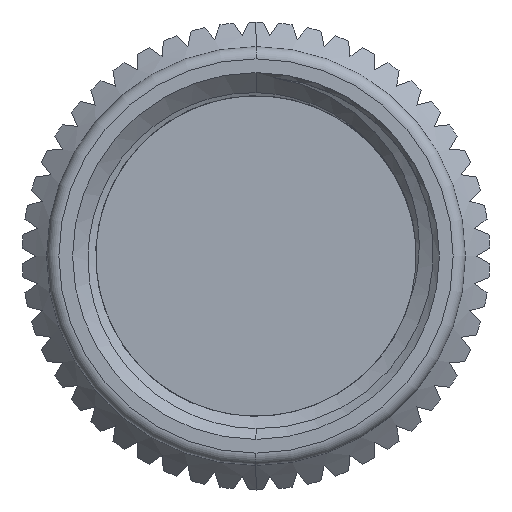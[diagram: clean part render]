
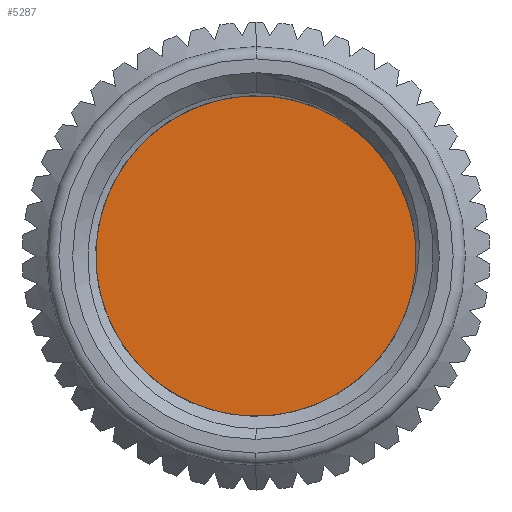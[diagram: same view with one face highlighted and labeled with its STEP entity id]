
A CAD part, left-side view. The second image highlights one B-rep face of the part: STEP entity #5287.
In plain terms, the highlighted planar face has unit normal (-1, 0, 0).
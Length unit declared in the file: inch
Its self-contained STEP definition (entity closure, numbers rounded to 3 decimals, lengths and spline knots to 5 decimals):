
#26 = CARTESIAN_POINT ( 'NONE',  ( 0.22, -0.093, 0.18549 ) ) ;
#55 = CARTESIAN_POINT ( 'NONE',  ( 0.22, -0.19206, 0.04945 ) ) ;
#164 = EDGE_CURVE ( 'NONE', #7449, #2029, #3449, .T. ) ;
#192 = CARTESIAN_POINT ( 'NONE',  ( 0.22, 0.15469, -0.14427 ) ) ;
#245 = CARTESIAN_POINT ( 'NONE',  ( 0.22, 0.00752, -0.20369 ) ) ;
#346 = CARTESIAN_POINT ( 'NONE',  ( 0.22, -0.19546, -0.01417 ) ) ;
#444 = CARTESIAN_POINT ( 'NONE',  ( 0.22, -0.19611, 0.00896 ) ) ;
#495 = DIRECTION ( 'NONE',  ( 0., 0., 1. ) ) ;
#567 = CARTESIAN_POINT ( 'NONE',  ( 0.22, -0.06495, 0.19784 ) ) ;
#789 = CARTESIAN_POINT ( 'NONE',  ( 0.22, -0.19555, -0.00129 ) ) ;
#880 = CARTESIAN_POINT ( 'NONE',  ( 0.22, 0.21875, 0.00145 ) ) ;
#885 = CARTESIAN_POINT ( 'NONE',  ( 0.22, 0.16849, -0.1294 ) ) ;
#1178 = CARTESIAN_POINT ( 'NONE',  ( 0.22, 0.15365, 0.1557 ) ) ;
#1244 = CARTESIAN_POINT ( 'NONE',  ( 0.22, 0.15365, 0.1557 ) ) ;
#1403 = CARTESIAN_POINT ( 'NONE',  ( 0.22, 0.12301, -0.16982 ) ) ;
#1431 = CARTESIAN_POINT ( 'NONE',  ( 0.22, -0.1304, -0.14675 ) ) ;
#1455 = CARTESIAN_POINT ( 'NONE',  ( 0.22, -0.08094, -0.18219 ) ) ;
#1482 = CARTESIAN_POINT ( 'NONE',  ( 0.22, -0.0429, -0.19678 ) ) ;
#1519 = CARTESIAN_POINT ( 'NONE',  ( 0.22, 0., 0. ) ) ;
#1540 = CARTESIAN_POINT ( 'NONE',  ( 0.22, -0.15569, -0.1211 ) ) ;
#1637 = B_SPLINE_CURVE_WITH_KNOTS ( 'NONE', 3,
 ( #4575, #3288, #3373, #7704, #4517, #5797, #2677, #5144, #885, #192, #4464, #2089, #1403, #6392, #5709, #6421, #6956, #3264, #245, #5171, #7624, #1482, #7598, #3911, #1455, #5770, #3877, #5108, #1431, #5744 ),
 .UNSPECIFIED., .F., .F.,
 ( 4, 2, 2, 2, 2, 2, 2, 2, 2, 2, 2, 2, 2, 2, 4 ),
 ( 0., 0.00078, 0.00155, 0.0031, 0.00388, 0.00465, 0.00543, 0.0062, 0.00776, 0.00853, 0.00931, 0.01008, 0.01086, 0.01163, 0.01241 ),
 .UNSPECIFIED. ) ;
#1639 = EDGE_LOOP ( 'NONE', ( #5936, #7795, #2417, #5254 ) ) ;
#1734 = CARTESIAN_POINT ( 'NONE',  ( 0.22, -0.00562, 0.211 ) ) ;
#1783 = CARTESIAN_POINT ( 'NONE',  ( 0.22, -0.0258, 0.20856 ) ) ;
#1806 = CARTESIAN_POINT ( 'NONE',  ( 0.22, -0.11014, 0.1747 ) ) ;
#1833 = CARTESIAN_POINT ( 'NONE',  ( 0.22, 0.13844, 0.16948 ) ) ;
#1848 = EDGE_CURVE ( 'NONE', #6006, #7449, #1637, .T. ) ;
#2029 = VERTEX_POINT ( 'NONE', #789 ) ;
#2089 = CARTESIAN_POINT ( 'NONE',  ( 0.22, 0.1315, -0.16394 ) ) ;
#2200 = PLANE ( 'NONE',  #5927 ) ;
#2228 = CARTESIAN_POINT ( 'NONE',  ( 0.22, -0.13736, -0.13919 ) ) ;
#2287 = DIRECTION ( 'NONE',  ( -1., 0., 0. ) ) ;
#2354 = CARTESIAN_POINT ( 'NONE',  ( 0.22, 0.12129, 0.181 ) ) ;
#2377 = CARTESIAN_POINT ( 'NONE',  ( 0.22, -0.14127, 0.14797 ) ) ;
#2417 = ORIENTED_EDGE ( 'NONE', *, *, #164, .T. ) ;
#2677 = CARTESIAN_POINT ( 'NONE',  ( 0.22, 0.19237, -0.09618 ) ) ;
#2717 = CARTESIAN_POINT ( 'NONE',  ( 0.22, -0.13736, -0.13919 ) ) ;
#2945 = CARTESIAN_POINT ( 'NONE',  ( 0.22, -0.19555, -0.00129 ) ) ;
#2976 = CARTESIAN_POINT ( 'NONE',  ( 0.22, -0.18364, 0.07891 ) ) ;
#3074 = CARTESIAN_POINT ( 'NONE',  ( 0.22, 0.05512, 0.20663 ) ) ;
#3264 = CARTESIAN_POINT ( 'NONE',  ( 0.22, 0.01766, -0.20353 ) ) ;
#3288 = CARTESIAN_POINT ( 'NONE',  ( 0.22, 0.21837, -0.00881 ) ) ;
#3373 = CARTESIAN_POINT ( 'NONE',  ( 0.22, 0.21728, -0.01895 ) ) ;
#3449 = B_SPLINE_CURVE_WITH_KNOTS ( 'NONE', 3,
 ( #2228, #1540, #4635, #7786, #4579, #5304, #346, #4606 ),
 .UNSPECIFIED., .F., .F.,
 ( 4, 2, 2, 4 ),
 ( 0., 0.00196, 0.00294, 0.00392 ),
 .UNSPECIFIED. ) ;
#3643 = CARTESIAN_POINT ( 'NONE',  ( 0.22, -0.19385, 0.03936 ) ) ;
#3669 = CARTESIAN_POINT ( 'NONE',  ( 0.22, 0.03511, 0.21 ) ) ;
#3695 = CARTESIAN_POINT ( 'NONE',  ( 0.22, -0.03573, 0.20661 ) ) ;
#3877 = CARTESIAN_POINT ( 'NONE',  ( 0.22, -0.107, -0.16639 ) ) ;
#3911 = CARTESIAN_POINT ( 'NONE',  ( 0.22, -0.0716, -0.18662 ) ) ;
#4008 = DIRECTION ( 'NONE',  ( 1., 0., 0. ) ) ;
#4219 = CARTESIAN_POINT ( 'NONE',  ( 0.22, -0.17083, 0.10669 ) ) ;
#4264 = CARTESIAN_POINT ( 'NONE',  ( 0.22, 0.02503, 0.21097 ) ) ;
#4291 = CARTESIAN_POINT ( 'NONE',  ( 0.22, 0.09397, 0.19423 ) ) ;
#4315 = B_SPLINE_CURVE_WITH_KNOTS ( 'NONE', 3,
 ( #2945, #444, #5460, #3643, #55, #7940, #2976, #7972, #4219, #5437, #2377, #1806, #26, #567, #6056, #3695, #1783, #1734, #6132, #4264, #3669, #3074, #6729, #5484, #4291, #2354, #1833, #1178 ),
 .UNSPECIFIED., .F., .F.,
 ( 4, 2, 2, 2, 2, 2, 2, 2, 2, 2, 2, 2, 2, 4 ),
 ( 0., 0.00077, 0.00155, 0.00232, 0.0031, 0.00465, 0.00619, 0.00697, 0.00774, 0.00852, 0.00929, 0.01007, 0.01084, 0.01239 ),
 .UNSPECIFIED. ) ;
#4332 = VERTEX_POINT ( 'NONE', #1244 ) ;
#4383 = CIRCLE ( 'NONE', #5080, 0.21875 ) ;
#4464 = CARTESIAN_POINT ( 'NONE',  ( 0.22, 0.1473, -0.15119 ) ) ;
#4517 = CARTESIAN_POINT ( 'NONE',  ( 0.22, 0.21113, -0.04892 ) ) ;
#4575 = CARTESIAN_POINT ( 'NONE',  ( 0.22, 0.21875, 0.00145 ) ) ;
#4579 = CARTESIAN_POINT ( 'NONE',  ( 0.22, -0.18893, -0.05206 ) ) ;
#4606 = CARTESIAN_POINT ( 'NONE',  ( 0.22, -0.19555, -0.00129 ) ) ;
#4635 = CARTESIAN_POINT ( 'NONE',  ( 0.22, -0.17032, -0.09937 ) ) ;
#5080 = AXIS2_PLACEMENT_3D ( 'NONE', #1519, #4008, #6432 ) ;
#5108 = CARTESIAN_POINT ( 'NONE',  ( 0.22, -0.12287, -0.15374 ) ) ;
#5144 = CARTESIAN_POINT ( 'NONE',  ( 0.22, 0.17494, -0.12138 ) ) ;
#5171 = CARTESIAN_POINT ( 'NONE',  ( 0.22, -0.01288, -0.20248 ) ) ;
#5254 = ORIENTED_EDGE ( 'NONE', *, *, #5724, .T. ) ;
#5287 = ADVANCED_FACE ( 'NONE', ( #6666 ), #2200, .T. ) ;
#5304 = CARTESIAN_POINT ( 'NONE',  ( 0.22, -0.19412, -0.0269 ) ) ;
#5437 = CARTESIAN_POINT ( 'NONE',  ( 0.22, -0.15455, 0.13265 ) ) ;
#5460 = CARTESIAN_POINT ( 'NONE',  ( 0.22, -0.19587, 0.01914 ) ) ;
#5484 = CARTESIAN_POINT ( 'NONE',  ( 0.22, 0.08456, 0.198 ) ) ;
#5709 = CARTESIAN_POINT ( 'NONE',  ( 0.22, 0.09633, -0.18461 ) ) ;
#5724 = EDGE_CURVE ( 'NONE', #2029, #4332, #4315, .T. ) ;
#5744 = CARTESIAN_POINT ( 'NONE',  ( 0.22, -0.13736, -0.13919 ) ) ;
#5770 = CARTESIAN_POINT ( 'NONE',  ( 0.22, -0.09861, -0.17208 ) ) ;
#5797 = CARTESIAN_POINT ( 'NONE',  ( 0.22, 0.20143, -0.07807 ) ) ;
#5927 = AXIS2_PLACEMENT_3D ( 'NONE', #7257, #2287, #495 ) ;
#5936 = ORIENTED_EDGE ( 'NONE', *, *, #7453, .F. ) ;
#6006 = VERTEX_POINT ( 'NONE', #880 ) ;
#6056 = CARTESIAN_POINT ( 'NONE',  ( 0.22, -0.05527, 0.20127 ) ) ;
#6132 = CARTESIAN_POINT ( 'NONE',  ( 0.22, 0.0047, 0.21148 ) ) ;
#6392 = CARTESIAN_POINT ( 'NONE',  ( 0.22, 0.10543, -0.18014 ) ) ;
#6421 = CARTESIAN_POINT ( 'NONE',  ( 0.22, 0.06816, -0.19598 ) ) ;
#6432 = DIRECTION ( 'NONE',  ( 0., 0., 1. ) ) ;
#6666 = FACE_OUTER_BOUND ( 'NONE', #1639, .T. ) ;
#6729 = CARTESIAN_POINT ( 'NONE',  ( 0.22, 0.0651, 0.20421 ) ) ;
#6956 = CARTESIAN_POINT ( 'NONE',  ( 0.22, 0.04794, -0.20085 ) ) ;
#7257 = CARTESIAN_POINT ( 'NONE',  ( 0.22, 0., 0. ) ) ;
#7449 = VERTEX_POINT ( 'NONE', #2717 ) ;
#7453 = EDGE_CURVE ( 'NONE', #6006, #4332, #4383, .T. ) ;
#7598 = CARTESIAN_POINT ( 'NONE',  ( 0.22, -0.05261, -0.19389 ) ) ;
#7624 = CARTESIAN_POINT ( 'NONE',  ( 0.22, -0.02308, -0.20107 ) ) ;
#7704 = CARTESIAN_POINT ( 'NONE',  ( 0.22, 0.21366, -0.03898 ) ) ;
#7786 = CARTESIAN_POINT ( 'NONE',  ( 0.22, -0.18512, -0.06429 ) ) ;
#7795 = ORIENTED_EDGE ( 'NONE', *, *, #1848, .T. ) ;
#7940 = CARTESIAN_POINT ( 'NONE',  ( 0.22, -0.18694, 0.06928 ) ) ;
#7972 = CARTESIAN_POINT ( 'NONE',  ( 0.22, -0.1756, 0.09758 ) ) ;
